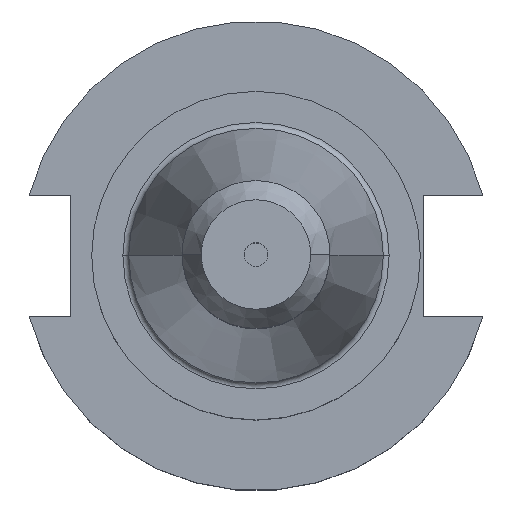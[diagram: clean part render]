
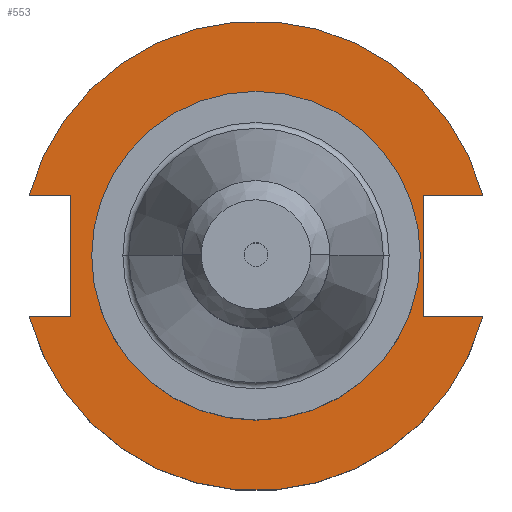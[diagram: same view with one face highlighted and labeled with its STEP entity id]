
A CAD part, top view. The second image highlights one B-rep face of the part: STEP entity #553.
In plain terms, the highlighted planar face has unit normal (0, 0, 1).
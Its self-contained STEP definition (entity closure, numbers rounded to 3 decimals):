
#17 = DIRECTION ( 'NONE',  ( 0., 0., 1. ) ) ;
#49 = CARTESIAN_POINT ( 'NONE',  ( -30.675, -8.191, 19.05 ) ) ;
#67 = FACE_BOUND ( 'NONE', #495, .T. ) ;
#80 = ORIENTED_EDGE ( 'NONE', *, *, #1589, .F. ) ;
#87 = ORIENTED_EDGE ( 'NONE', *, *, #514, .F. ) ;
#97 = VERTEX_POINT ( 'NONE', #805 ) ;
#124 = ORIENTED_EDGE ( 'NONE', *, *, #1050, .F. ) ;
#141 = DIRECTION ( 'NONE',  ( -1., 0., 0. ) ) ;
#157 = CARTESIAN_POINT ( 'NONE',  ( 22.606, -8.191, 19.05 ) ) ;
#162 = DIRECTION ( 'NONE',  ( 0., 1., 0. ) ) ;
#165 = ORIENTED_EDGE ( 'NONE', *, *, #1434, .T. ) ;
#185 = CARTESIAN_POINT ( 'NONE',  ( 0., 0., 19.05 ) ) ;
#190 = LINE ( 'NONE', #1045, #1239 ) ;
#205 = EDGE_CURVE ( 'NONE', #1271, #891, #1395, .T. ) ;
#246 = CARTESIAN_POINT ( 'NONE',  ( -61.091, 8.191, 19.05 ) ) ;
#252 = VERTEX_POINT ( 'NONE', #436 ) ;
#253 = DIRECTION ( 'NONE',  ( 1., 0., 0. ) ) ;
#254 = CARTESIAN_POINT ( 'NONE',  ( 22.606, 8.191, 19.05 ) ) ;
#260 = AXIS2_PLACEMENT_3D ( 'NONE', #1505, #1261, #619 ) ;
#292 = PLANE ( 'NONE',  #900 ) ;
#300 = ORIENTED_EDGE ( 'NONE', *, *, #921, .F. ) ;
#309 = CARTESIAN_POINT ( 'NONE',  ( 30.675, -8.191, 19.05 ) ) ;
#334 = VECTOR ( 'NONE', #1037, 1000. ) ;
#387 = CARTESIAN_POINT ( 'NONE',  ( -61.091, -8.191, 19.05 ) ) ;
#401 = CARTESIAN_POINT ( 'NONE',  ( 0., 22.225, 19.05 ) ) ;
#408 = ORIENTED_EDGE ( 'NONE', *, *, #205, .T. ) ;
#411 = VERTEX_POINT ( 'NONE', #594 ) ;
#420 = CIRCLE ( 'NONE', #260, 22.225 ) ;
#436 = CARTESIAN_POINT ( 'NONE',  ( -22.225, 0., 19.05 ) ) ;
#456 = DIRECTION ( 'NONE',  ( 0., -1., 0. ) ) ;
#474 = EDGE_CURVE ( 'NONE', #97, #252, #420, .T. ) ;
#487 = ORIENTED_EDGE ( 'NONE', *, *, #1616, .T. ) ;
#495 = EDGE_LOOP ( 'NONE', ( #1507, #124 ) ) ;
#499 = VECTOR ( 'NONE', #1521, 1000. ) ;
#506 = EDGE_LOOP ( 'NONE', ( #408, #300, #881, #87, #941, #80, #487, #165 ) ) ;
#514 = EDGE_CURVE ( 'NONE', #1423, #1042, #687, .T. ) ;
#536 = LINE ( 'NONE', #387, #334 ) ;
#553 = ADVANCED_FACE ( 'NONE', ( #67, #1005 ), #292, .F. ) ;
#578 = CARTESIAN_POINT ( 'NONE',  ( -25.091, 8.191, 19.05 ) ) ;
#594 = CARTESIAN_POINT ( 'NONE',  ( -30.675, 8.191, 19.05 ) ) ;
#619 = DIRECTION ( 'NONE',  ( 1., 0., 0. ) ) ;
#622 = AXIS2_PLACEMENT_3D ( 'NONE', #185, #1202, #682 ) ;
#626 = CARTESIAN_POINT ( 'NONE',  ( 0., -8.191, 19.05 ) ) ;
#649 = CIRCLE ( 'NONE', #1031, 31.75 ) ;
#658 = DIRECTION ( 'NONE',  ( 0., 0., -1. ) ) ;
#662 = DIRECTION ( 'NONE',  ( -1., 0., 0. ) ) ;
#682 = DIRECTION ( 'NONE',  ( 1., 0., 0. ) ) ;
#687 = LINE ( 'NONE', #626, #499 ) ;
#752 = VECTOR ( 'NONE', #456, 1000. ) ;
#766 = CARTESIAN_POINT ( 'NONE',  ( 0., 0., 19.05 ) ) ;
#769 = CIRCLE ( 'NONE', #622, 31.75 ) ;
#805 = CARTESIAN_POINT ( 'NONE',  ( 22.225, 0., 19.05 ) ) ;
#830 = VERTEX_POINT ( 'NONE', #254 ) ;
#881 = ORIENTED_EDGE ( 'NONE', *, *, #1480, .T. ) ;
#891 = VERTEX_POINT ( 'NONE', #1281 ) ;
#900 = AXIS2_PLACEMENT_3D ( 'NONE', #401, #658, #141 ) ;
#901 = DIRECTION ( 'NONE',  ( 1., 0., 0. ) ) ;
#912 = CARTESIAN_POINT ( 'NONE',  ( 22.606, 22.225, 19.05 ) ) ;
#921 = EDGE_CURVE ( 'NONE', #1048, #891, #536, .T. ) ;
#941 = ORIENTED_EDGE ( 'NONE', *, *, #1433, .T. ) ;
#1005 = FACE_OUTER_BOUND ( 'NONE', #506, .T. ) ;
#1006 = LINE ( 'NONE', #246, #1573 ) ;
#1031 = AXIS2_PLACEMENT_3D ( 'NONE', #766, #17, #901 ) ;
#1037 = DIRECTION ( 'NONE',  ( 1., 0., 0. ) ) ;
#1042 = VERTEX_POINT ( 'NONE', #309 ) ;
#1045 = CARTESIAN_POINT ( 'NONE',  ( 0., 8.191, 19.05 ) ) ;
#1047 = DIRECTION ( 'NONE',  ( 1., 0., 0. ) ) ;
#1048 = VERTEX_POINT ( 'NONE', #49 ) ;
#1050 = EDGE_CURVE ( 'NONE', #252, #97, #1476, .T. ) ;
#1165 = DIRECTION ( 'NONE',  ( 0., 0., 1. ) ) ;
#1202 = DIRECTION ( 'NONE',  ( 0., 0., 1. ) ) ;
#1224 = VERTEX_POINT ( 'NONE', #1245 ) ;
#1239 = VECTOR ( 'NONE', #662, 1000. ) ;
#1245 = CARTESIAN_POINT ( 'NONE',  ( 30.675, 8.191, 19.05 ) ) ;
#1261 = DIRECTION ( 'NONE',  ( 0., 0., 1. ) ) ;
#1271 = VERTEX_POINT ( 'NONE', #1610 ) ;
#1281 = CARTESIAN_POINT ( 'NONE',  ( -25.091, -8.191, 19.05 ) ) ;
#1300 = VECTOR ( 'NONE', #162, 1000. ) ;
#1395 = LINE ( 'NONE', #578, #752 ) ;
#1416 = CARTESIAN_POINT ( 'NONE',  ( 0., 0., 19.05 ) ) ;
#1422 = AXIS2_PLACEMENT_3D ( 'NONE', #1416, #1165, #1047 ) ;
#1423 = VERTEX_POINT ( 'NONE', #157 ) ;
#1433 = EDGE_CURVE ( 'NONE', #1423, #830, #1472, .T. ) ;
#1434 = EDGE_CURVE ( 'NONE', #411, #1271, #1006, .T. ) ;
#1472 = LINE ( 'NONE', #912, #1300 ) ;
#1476 = CIRCLE ( 'NONE', #1422, 22.225 ) ;
#1480 = EDGE_CURVE ( 'NONE', #1048, #1042, #649, .T. ) ;
#1505 = CARTESIAN_POINT ( 'NONE',  ( 0., 0., 19.05 ) ) ;
#1507 = ORIENTED_EDGE ( 'NONE', *, *, #474, .F. ) ;
#1521 = DIRECTION ( 'NONE',  ( 1., 0., 0. ) ) ;
#1573 = VECTOR ( 'NONE', #253, 1000. ) ;
#1589 = EDGE_CURVE ( 'NONE', #1224, #830, #190, .T. ) ;
#1610 = CARTESIAN_POINT ( 'NONE',  ( -25.091, 8.191, 19.05 ) ) ;
#1616 = EDGE_CURVE ( 'NONE', #1224, #411, #769, .T. ) ;
